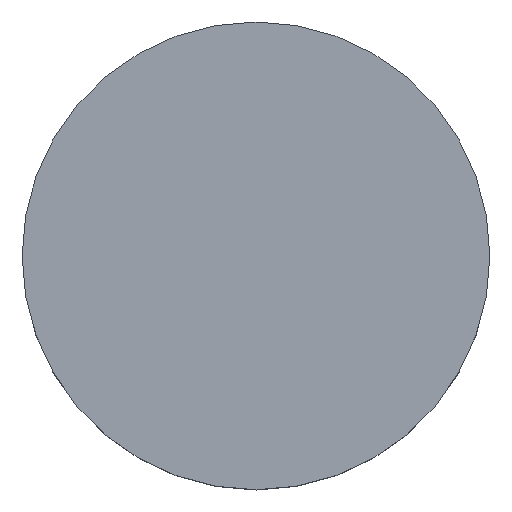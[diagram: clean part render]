
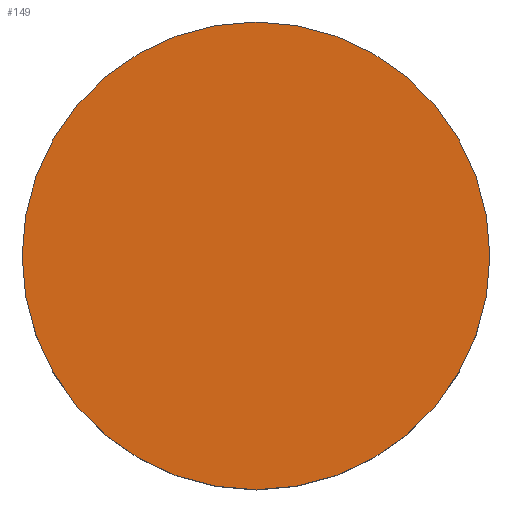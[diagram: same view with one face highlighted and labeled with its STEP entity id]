
A CAD part, top view. The second image highlights one B-rep face of the part: STEP entity #149.
In plain terms, the highlighted planar face has unit normal (0, 0, 1).
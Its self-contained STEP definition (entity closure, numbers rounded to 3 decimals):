
#49=FACE_OUTER_BOUND('',#60,.T.);
#60=EDGE_LOOP('',(#109));
#71=CIRCLE('',#175,9.);
#75=VERTEX_POINT('',#236);
#87=EDGE_CURVE('',#75,#75,#71,.T.);
#109=ORIENTED_EDGE('',*,*,#87,.T.);
#140=PLANE('',#176);
#149=ADVANCED_FACE('',(#49),#140,.T.);
#175=AXIS2_PLACEMENT_3D('',#237,#195,#196);
#176=AXIS2_PLACEMENT_3D('',#239,#198,#199);
#195=DIRECTION('center_axis',(0.,0.,1.));
#196=DIRECTION('ref_axis',(1.,0.,0.));
#198=DIRECTION('center_axis',(0.,0.,1.));
#199=DIRECTION('ref_axis',(1.,0.,0.));
#236=CARTESIAN_POINT('',(66.,0.,13.5));
#237=CARTESIAN_POINT('Origin',(75.,0.,13.5));
#239=CARTESIAN_POINT('Origin',(37.5,-12.5,13.5));
